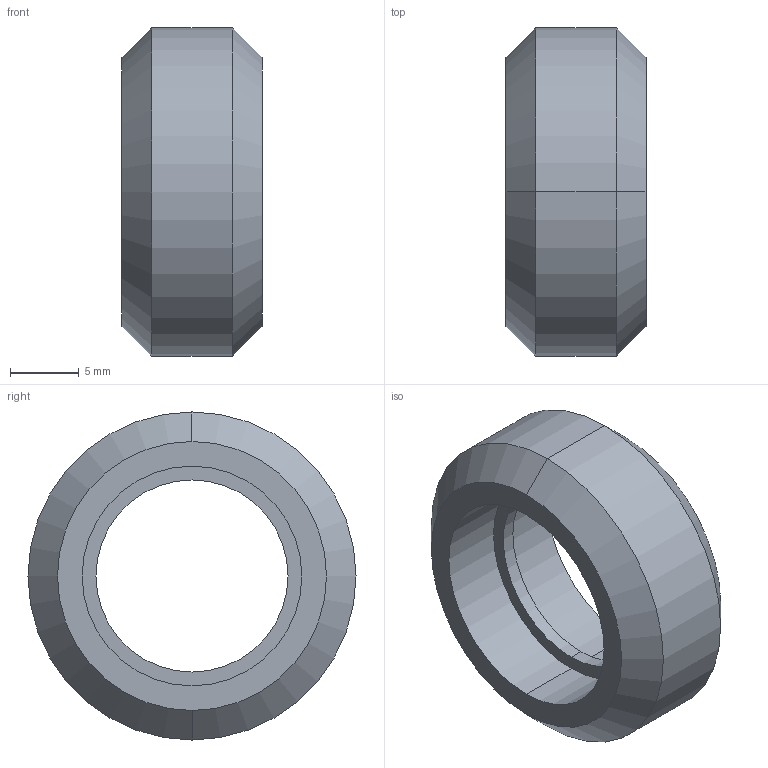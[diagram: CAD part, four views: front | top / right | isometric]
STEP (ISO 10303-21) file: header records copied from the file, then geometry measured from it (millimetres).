
FILE_DESCRIPTION(('FreeCAD Model'),'2;1');
FILE_NAME('Open CASCADE Shape Model','2021-05-04T10:49:52',('Author'),( ''),'Open CASCADE STEP processor 7.5','FreeCAD','Unknown');
FILE_SCHEMA(('AUTOMOTIVE_DESIGN { 1 0 10303 214 1 1 1 1 }'));
Length unit declared in the file: millimetre
Products named in the file (1): Xtreme Solid V Wheel
Bounding box: 10.2 x 23.9 x 23.9 mm (x, y, z)
Volume: 2246 mm3; surface area: 1660.5 mm2
Topology: 1 solids, 1 shells, 16 faces, 32 edges, 20 vertices
Faces by surface type: cylinder 8, cone 4, plane 4
Entity records: 890 total; most frequent: CARTESIAN_POINT 181, DIRECTION 142, ORIENTED_EDGE 64, PCURVE 64, DEFINITIONAL_REPRESENTATION 64, LINE 60, VECTOR 60, AXIS2_PLACEMENT_3D 37
